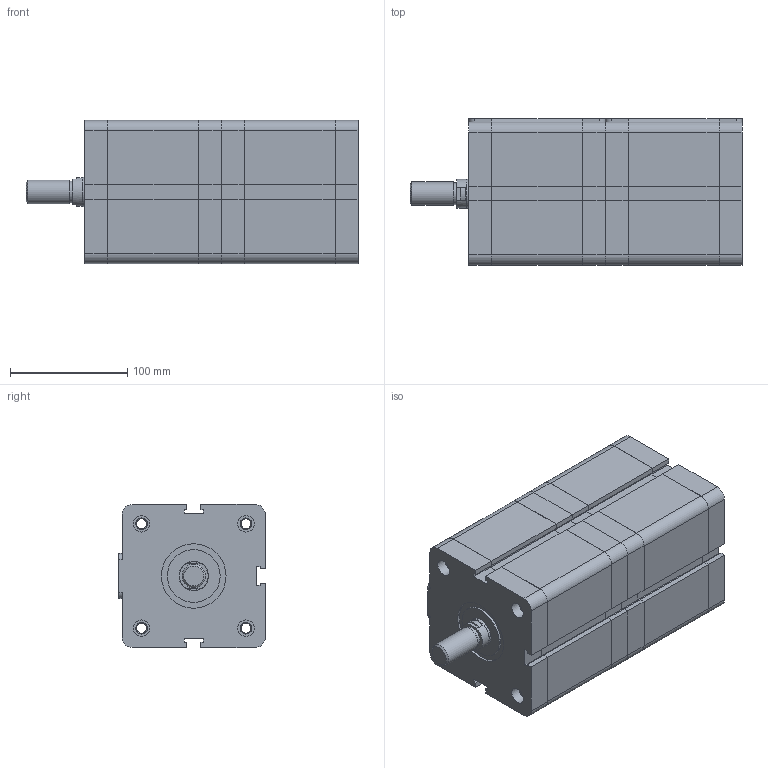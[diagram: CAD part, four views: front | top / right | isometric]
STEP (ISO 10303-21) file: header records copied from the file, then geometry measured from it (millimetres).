
FILE_DESCRIPTION( ( 'STEP AP214' ), '1' );
FILE_NAME( '1561.100.50.50.G.stp', '2022-03-22T11:59:30', ( 'License CC BY-ND 4.0' ), ( 'CADENAS' ), ' ', 'PARTsolutions', ' ' );
FILE_SCHEMA( ( 'AUTOMOTIVE_DESIGN { 1 0 10303 214 1 1 1 1 }' ) );
Length unit declared in the file: millimetre
Products named in the file (8): 1561.100.50.50.G; _1561.100.50.50.G_dummy; _100-testata_ant 1 6; _100-camicia615001; _100-testata_post_pass 1 6; _100-testata_post 1 6; _100-stelo 50 0 02 1 01 50 0; _100-stelo_comune_tandem 50 0 02 1 50 0
Assembly tree (9 placements, depth 2):
  1561.100.50.50.G
    _1561.100.50.50.G_dummy
    _100-testata_ant 1 6  x2
    _100-camicia615001  x2
    _100-testata_post_pass 1 6
    _100-testata_post 1 6
    _100-stelo 50 0 02 1 01 50 0
    _100-stelo_comune_tandem 50 0 02 1 50 0
Bounding box: 283 x 125.01 x 122.01 mm (x, y, z)
Volume: 2434825 mm3; surface area: 509624.9 mm2
Topology: 8 solids, 8 shells, 501 faces, 1338 edges, 892 vertices
Faces by surface type: plane 334, cylinder 145, cone 22
Full cylindrical faces by diameter (mm): 6 x4, 8.376 x16, 11.445 x4, 14 x16, 18.5 x2, 20 x2, 24.5 x2, 25 x3, 25.1 x3, 45 x4, 55 x4, 100 x5
Entity records: 12574 total; most frequent: CARTESIAN_POINT 1683, DIRECTION 1680, ORIENTED_EDGE 1562, EDGE_CURVE 781, LINE 566, VECTOR 566, VERTEX_POINT 559, AXIS2_PLACEMENT_3D 557
